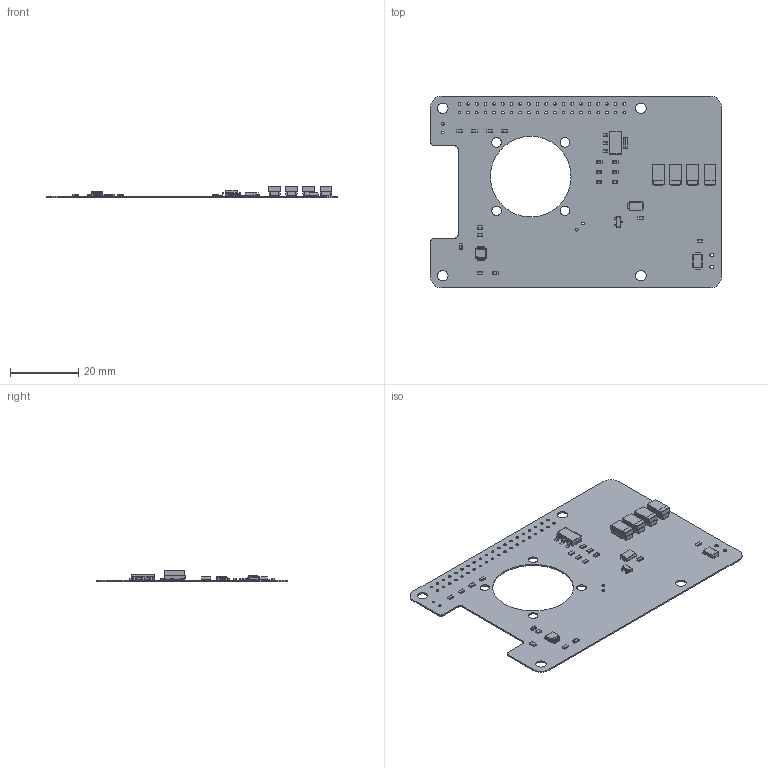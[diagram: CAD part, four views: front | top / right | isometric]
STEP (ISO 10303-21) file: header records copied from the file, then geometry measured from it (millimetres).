
FILE_DESCRIPTION(('Open CASCADE Model'),'2;1');
FILE_NAME('Open CASCADE Shape Model','2020-02-07T22:27:16',('Author'),( 'Open CASCADE'),'Open CASCADE STEP processor 6.8','Open CASCADE 6.8' ,'Unknown');
FILE_SCHEMA(('AUTOMOTIVE_DESIGN { 1 0 10303 214 1 1 1 1 }'));
Length unit declared in the file: millimetre
Products named in the file (1): PCB
Bounding box: 85 x 56 x 3.26 mm (x, y, z)
Volume: 1749.3 mm3; surface area: 9164.1 mm2
Topology: 83 solids, 252 shells, 1626 faces, 3935 edges, 2490 vertices
Faces by surface type: plane 909, cylinder 531, sphere 154, bspline 32
Full cylindrical faces by diameter (mm): 0.362 x1, 0.762 x44, 1.1 x2, 2.8 x4, 3.1 x4, 23.6 x1
Entity records: 49908 total; most frequent: CARTESIAN_POINT 10992, DIRECTION 7777, ORIENTED_EDGE 6825, EDGE_CURVE 3781, LINE 2715, VECTOR 2715, AXIS2_PLACEMENT_3D 2531, VERTEX_POINT 2490
